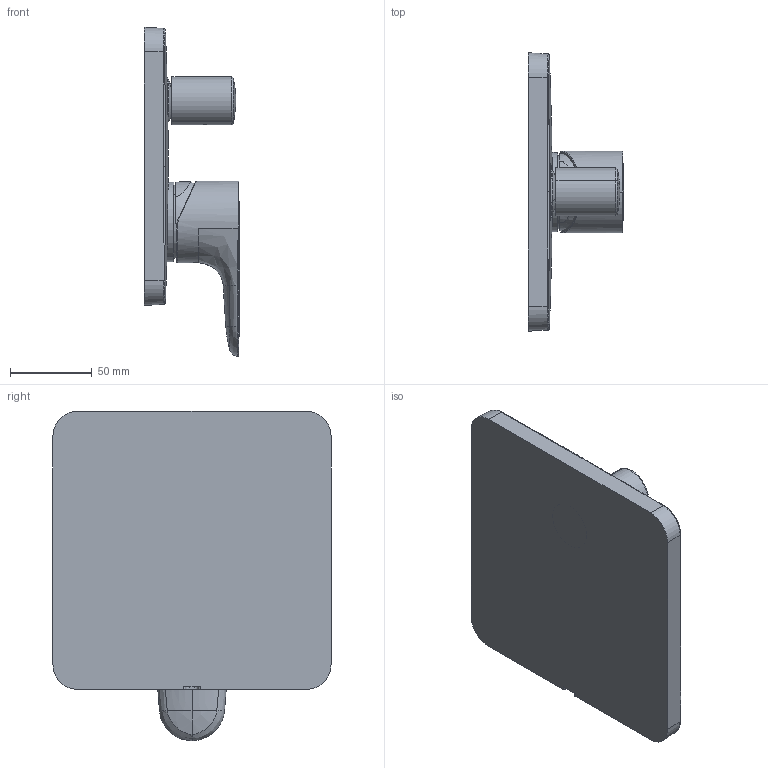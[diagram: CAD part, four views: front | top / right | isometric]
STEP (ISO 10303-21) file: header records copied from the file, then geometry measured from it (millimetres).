
FILE_DESCRIPTION(('CAx-IF Rec.Pracs.---Model Styling and Organization---1.2---2011-12-15','CAx-IF Rec.Pracs.---Geometric and Assembly Validation Properties---4.1---2014-06-16','CAx-IF Rec.Pracs.---PMI Polyline Presentation---2.0---2013-05-24'),'2;1');
FILE_NAME('1000111259_PPR_000.stp','2017-01-17T06:13:00+01:00',(''),(''),'STEP Interface 4.0.1101 by CT CoreTechnologie','3D_Evolution4.0.1101 by CT CoreTechnologie','');
FILE_SCHEMA(('AP203_CONFIGURATION_CONTROLLED_3D_DESIGN_OF_MECHANICAL_PARTS_AND_ASSEMBLIES_MIM_LF'));
Length unit declared in the file: millimetre
Products named in the file (9): P_2 AX Wannenmischer UP Citterio M F-Set 1000111259_PPR_000_A0; P_2 Umstellerhuelse geschr.WUP KUS 1000085976_PPA_000_A0; P_2 Rosette_WUPM_AXOR_Citterio_M 1000084456_PPA_000_A0; P_2 Zugknopf WUP-KUS 2001 chrom 1000110966_PPA_000_A0; P_2 Griff  WUP DUP Citt_Basic 1000084500_PPA_000_A0; Gewindestift DIN916-M4x10 1000004018_PPA_000_A0; P_2 HG Griffstopfen 1000084524_PPA_000_A0; P_2 Gehaeuse WUP_DUP Citterio Basic chr 1000111102_PPA_000_A0; P_2 Rosette Rotating Protector WT 2001 1000084493_PPA_000_A0
Assembly tree (8 placements, depth 2):
  P_2 AX Wannenmischer UP Citterio M F-Set 1000111259_PPR_000_A0
    P_2 Umstellerhuelse geschr.WUP KUS 1000085976_PPA_000_A0
    P_2 Rosette_WUPM_AXOR_Citterio_M 1000084456_PPA_000_A0
    P_2 Zugknopf WUP-KUS 2001 chrom 1000110966_PPA_000_A0
    P_2 Griff  WUP DUP Citt_Basic 1000084500_PPA_000_A0
    Gewindestift DIN916-M4x10 1000004018_PPA_000_A0
    P_2 HG Griffstopfen 1000084524_PPA_000_A0
    P_2 Gehaeuse WUP_DUP Citterio Basic chr 1000111102_PPA_000_A0
    P_2 Rosette Rotating Protector WT 2001 1000084493_PPA_000_A0
Bounding box: 58.1 x 170 x 201.37 mm (x, y, z)
Volume: 550173.3 mm3; surface area: 98965.8 mm2
Topology: 8 solids, 8 shells, 212 faces, 497 edges, 297 vertices
Faces by surface type: bspline 147, plane 44, cylinder 21
Entity records: 21577 total; most frequent: CARTESIAN_POINT 14445, ORIENTED_EDGE 976, DIRECTION 755, EDGE_CURVE 488, AXIS2_PLACEMENT_3D 320, VERTEX_POINT 297, CIRCLE 246, EDGE_LOOP 217
